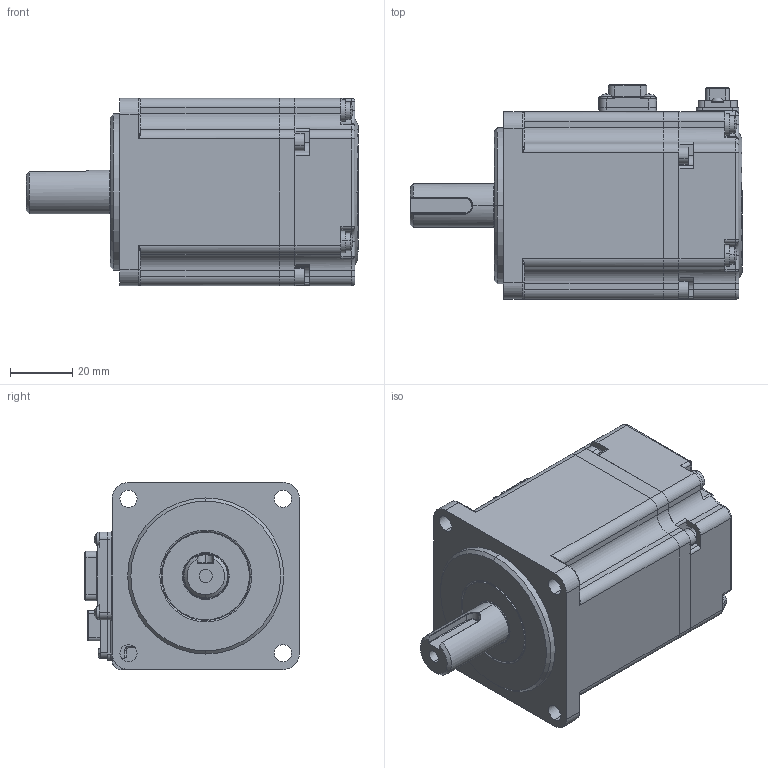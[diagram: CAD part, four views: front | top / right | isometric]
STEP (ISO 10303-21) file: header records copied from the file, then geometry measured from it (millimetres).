
FILE_DESCRIPTION (( 'STEP AP203' ), '1' );
FILE_NAME ('俋夤芞2.STEP', '2021-12-02T01:16:49', ( '' ), ( '' ), 'SwSTEP 2.0', 'SolidWorks 2016', '' );
FILE_SCHEMA (( 'CONFIG_CONTROL_DESIGN' ));
Length unit declared in the file: millimetre
Products named in the file (1): 俋夤芞2
Bounding box: 106.4 x 68.8 x 60 mm (x, y, z)
Surface area: 32420.9 mm2 (no closed solid volume)
Topology: 0 solids, 35 shells, 775 faces, 2507 edges, 1737 vertices
Faces by surface type: plane 386, cylinder 255, torus 66, sphere 24, cone 22, bspline 22
Entity records: 28656 total; most frequent: CARTESIAN_POINT 6428, DIRECTION 4865, ORIENTED_EDGE 4125, EDGE_CURVE 2491, VERTEX_POINT 1737, AXIS2_PLACEMENT_3D 1702, LINE 1461, VECTOR 1461
